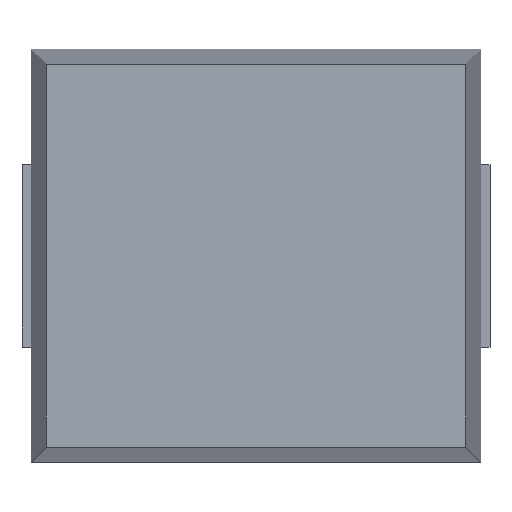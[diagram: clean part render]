
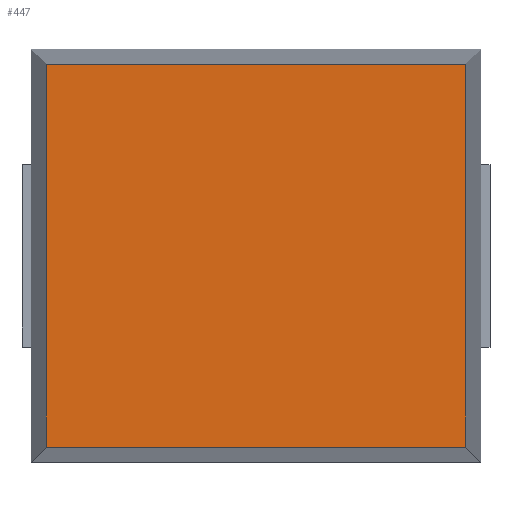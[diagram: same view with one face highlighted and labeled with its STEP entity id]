
A CAD part, top view. The second image highlights one B-rep face of the part: STEP entity #447.
In plain terms, the highlighted planar face has unit normal (0, 0, 1).
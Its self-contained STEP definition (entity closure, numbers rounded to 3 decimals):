
#36=FACE_OUTER_BOUND('',#60,.T.);
#60=EDGE_LOOP('',(#380,#381,#382,#383));
#110=LINE('',#684,#168);
#114=LINE('',#690,#172);
#116=LINE('',#694,#174);
#118=LINE('',#697,#176);
#168=VECTOR('',#561,1.);
#172=VECTOR('',#567,1.);
#174=VECTOR('',#571,1.);
#176=VECTOR('',#575,1.);
#210=VERTEX_POINT('',#682);
#211=VERTEX_POINT('',#683);
#212=VERTEX_POINT('',#689);
#213=VERTEX_POINT('',#693);
#262=EDGE_CURVE('',#210,#211,#110,.T.);
#266=EDGE_CURVE('',#211,#212,#114,.T.);
#268=EDGE_CURVE('',#213,#210,#116,.T.);
#270=EDGE_CURVE('',#212,#213,#118,.T.);
#380=ORIENTED_EDGE('',*,*,#262,.F.);
#381=ORIENTED_EDGE('',*,*,#268,.F.);
#382=ORIENTED_EDGE('',*,*,#270,.F.);
#383=ORIENTED_EDGE('',*,*,#266,.F.);
#410=PLANE('',#473);
#447=ADVANCED_FACE('',(#36),#410,.T.);
#473=AXIS2_PLACEMENT_3D('',#700,#579,#580);
#561=DIRECTION('',(-1.,0.,0.));
#567=DIRECTION('',(0.,1.,0.));
#571=DIRECTION('',(0.,-1.,0.));
#575=DIRECTION('',(1.,0.,0.));
#579=DIRECTION('center_axis',(0.,0.,1.));
#580=DIRECTION('ref_axis',(0.,-1.,0.));
#682=CARTESIAN_POINT('',(3.45,-3.15,5.));
#683=CARTESIAN_POINT('',(-3.45,-3.15,5.));
#684=CARTESIAN_POINT('',(0.,-3.15,5.));
#689=CARTESIAN_POINT('',(-3.45,3.15,5.));
#690=CARTESIAN_POINT('',(-3.45,0.,5.));
#693=CARTESIAN_POINT('',(3.45,3.15,5.));
#694=CARTESIAN_POINT('',(3.45,0.,5.));
#697=CARTESIAN_POINT('',(0.,3.15,5.));
#700=CARTESIAN_POINT('Origin',(0.,0.,5.));
